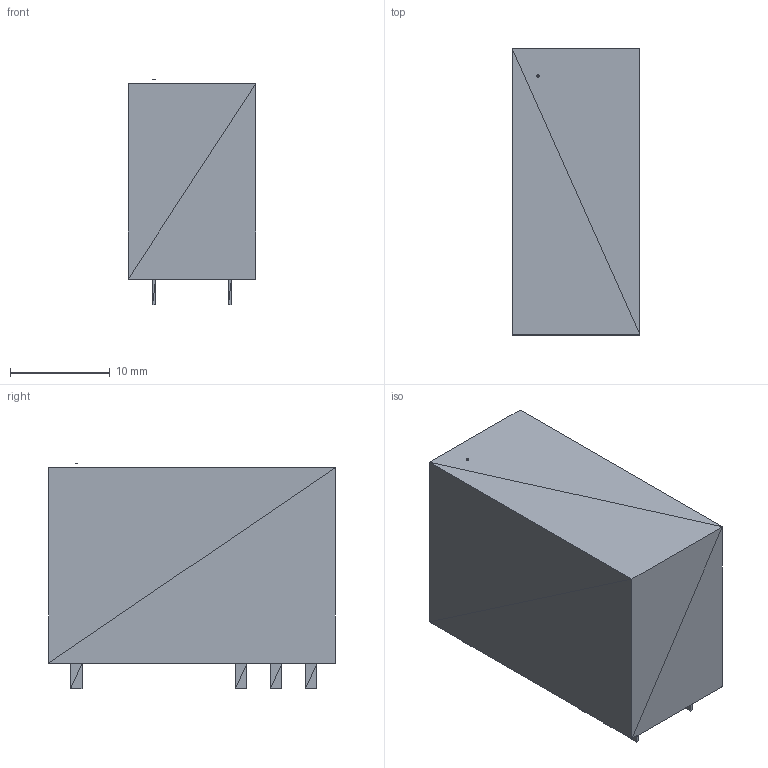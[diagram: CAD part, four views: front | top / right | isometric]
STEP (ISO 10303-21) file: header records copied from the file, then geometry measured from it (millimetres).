
FILE_DESCRIPTION(('STEP AP214'),'1');
FILE_NAME('RELAY_JW2C','2016-01-02T15:50:35',(''),(''),'','','');
FILE_SCHEMA(('AUTOMOTIVE_DESIGN'));
Length unit declared in the file: millimetre
Products named in the file (1): product
Bounding box: 12.8 x 28.65 x 22.53 mm (x, y, z)
Surface area: 2420.5 mm2 (no closed solid volume)
Topology: 0 solids, 140 shells, 140 faces, 420 edges, 420 vertices
Faces by surface type: plane 140
Entity records: 4679 total; most frequent: CARTESIAN_POINT 981, DIRECTION 702, ORIENTED_EDGE 420, EDGE_CURVE 420, VERTEX_POINT 420, LINE 420, VECTOR 420, AXIS2_PLACEMENT_3D 141
